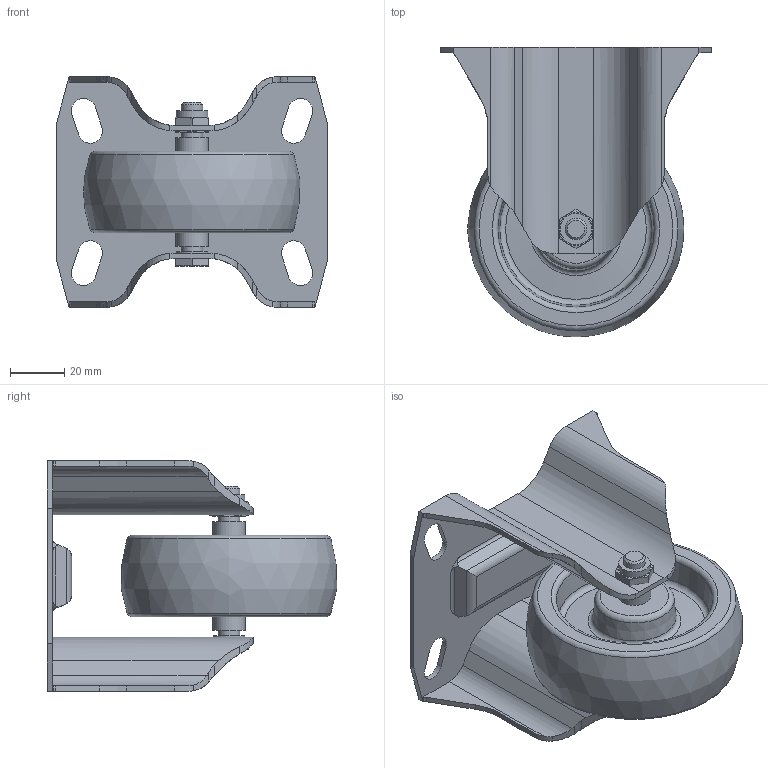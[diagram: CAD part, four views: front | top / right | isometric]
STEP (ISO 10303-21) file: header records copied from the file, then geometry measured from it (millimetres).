
FILE_DESCRIPTION(/* description */ ('RUOTA D.80 FISSA C/P'),/* implementation_level */ '2;1');
FILE_NAME(/* name */ 'CRUST0000021.stp',/* time_stamp */ '2025-02-12T14:10:28+01:00',/* author */ ('Marco Pistoia'),/* organization */ ('CADENAS'),/* preprocessor_version */ 'ST-DEVELOPER v20',/* originating_system */ 'Autodesk Inventor 2022',/* authorisation */ ' ');
FILE_SCHEMA (('AUTOMOTIVE_DESIGN { 1 0 10303 214 3 1 1 }'));
Length unit declared in the file: millimetre
Products named in the file (4): CRUST0000021; 440000025922; 440000025921; 440000025920
Assembly tree (3 placements, depth 2):
  CRUST0000021
    440000025922
    440000025921
    440000025920
Bounding box: 100 x 106.73 x 85 mm (x, y, z)
Volume: 138681.7 mm3; surface area: 61948.7 mm2
Topology: 3 solids, 3 shells, 220 faces, 553 edges, 350 vertices
Faces by surface type: plane 93, cylinder 73, cone 35, torus 14, bspline 4, sphere 1
Full cylindrical faces by diameter (mm): 8 x3, 11.63 x2, 12 x4
Entity records: 6933 total; most frequent: CARTESIAN_POINT 1462, DIRECTION 1140, ORIENTED_EDGE 1106, EDGE_CURVE 553, AXIS2_PLACEMENT_3D 440, VERTEX_POINT 350, LINE 260, VECTOR 260
